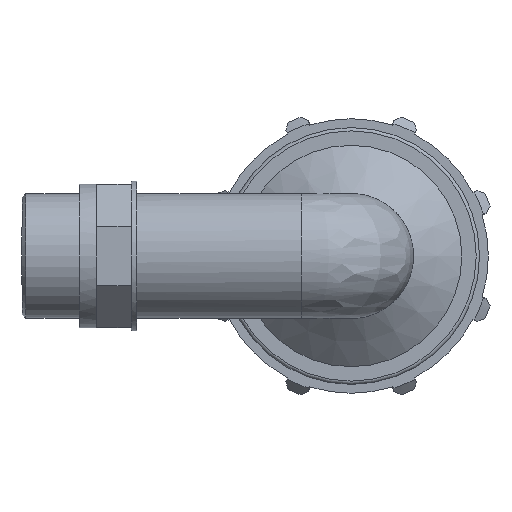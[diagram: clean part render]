
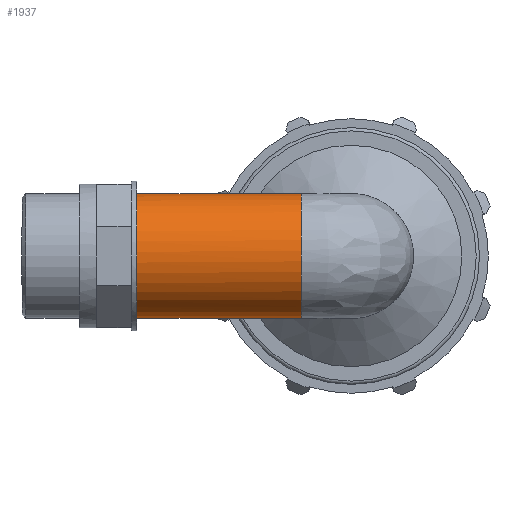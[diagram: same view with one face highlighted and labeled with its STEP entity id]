
A CAD part, left-side view. The second image highlights one B-rep face of the part: STEP entity #1937.
In plain terms, the highlighted cylindrical face has radius 23.901 mm (diameter 47.803 mm), a full revolution.
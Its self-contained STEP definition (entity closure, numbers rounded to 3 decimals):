
#62=B_SPLINE_CURVE_WITH_KNOTS('',3,(#3010,#3011,#3012,#3013,#3014,#3015,
#3016,#3017,#3018,#3019,#3020,#3021,#3022,#3023,#3024,#3025,#3026,#3027,
#3028,#3029,#3030,#3031),.UNSPECIFIED.,.F.,.F.,(4,2,2,2,2,2,2,2,2,2,4),
(9.294,9.422,9.933,10.367,10.584,
10.801,11.019,11.236,11.67,12.181,
12.309),.UNSPECIFIED.);
#64=FACE_BOUND('',#294,.T.);
#102=ELLIPSE('',#2087,33.802,23.902);
#103=ELLIPSE('',#2089,33.802,23.902);
#105=CYLINDRICAL_SURFACE('',#2093,23.902);
#167=FACE_OUTER_BOUND('',#293,.T.);
#293=EDGE_LOOP('',(#1396,#1397,#1398,#1399));
#294=EDGE_LOOP('',(#1400));
#734=CIRCLE('',#2094,23.902);
#735=CIRCLE('',#2095,23.902);
#846=VERTEX_POINT('',#2996);
#847=VERTEX_POINT('',#2997);
#848=VERTEX_POINT('',#2999);
#849=VERTEX_POINT('',#3001);
#852=VERTEX_POINT('',#3033);
#1066=EDGE_CURVE('',#848,#846,#102,.T.);
#1068=EDGE_CURVE('',#847,#849,#103,.T.);
#1071=EDGE_CURVE('',#846,#847,#62,.T.);
#1072=EDGE_CURVE('',#848,#849,#734,.T.);
#1073=EDGE_CURVE('',#852,#852,#735,.T.);
#1396=ORIENTED_EDGE('',*,*,#1071,.T.);
#1397=ORIENTED_EDGE('',*,*,#1068,.T.);
#1398=ORIENTED_EDGE('',*,*,#1072,.F.);
#1399=ORIENTED_EDGE('',*,*,#1066,.T.);
#1400=ORIENTED_EDGE('',*,*,#1073,.F.);
#1937=ADVANCED_FACE('',(#167,#64),#105,.T.);
#2087=AXIS2_PLACEMENT_3D('',#3000,#2418,#2419);
#2089=AXIS2_PLACEMENT_3D('',#3003,#2422,#2423);
#2093=AXIS2_PLACEMENT_3D('',#3009,#2430,#2431);
#2094=AXIS2_PLACEMENT_3D('',#3032,#2432,#2433);
#2095=AXIS2_PLACEMENT_3D('',#3034,#2434,#2435);
#2418=DIRECTION('center_axis',(-0.707,0.707,0.));
#2419=DIRECTION('ref_axis',(-0.707,-0.707,0.));
#2422=DIRECTION('center_axis',(-0.707,0.707,0.));
#2423=DIRECTION('ref_axis',(-0.707,-0.707,0.));
#2430=DIRECTION('center_axis',(0.,-1.,0.));
#2431=DIRECTION('ref_axis',(-1.,0.,0.));
#2432=DIRECTION('center_axis',(0.,-1.,0.));
#2433=DIRECTION('ref_axis',(-1.,0.,0.));
#2434=DIRECTION('center_axis',(0.,1.,0.));
#2435=DIRECTION('ref_axis',(-1.,0.,0.));
#2996=CARTESIAN_POINT('',(20.339,20.339,12.554));
#2997=CARTESIAN_POINT('',(20.339,20.339,-12.554));
#2999=CARTESIAN_POINT('',(19.121,19.121,14.341));
#3000=CARTESIAN_POINT('Origin',(0.,0.,
0.));
#3001=CARTESIAN_POINT('',(19.121,19.121,-14.341));
#3003=CARTESIAN_POINT('Origin',(0.,0.,
0.));
#3009=CARTESIAN_POINT('Origin',(0.,82.,0.));
#3010=CARTESIAN_POINT('Ctrl Pts',(20.339,20.339,12.554));
#3011=CARTESIAN_POINT('Ctrl Pts',(20.49,20.701,12.31));
#3012=CARTESIAN_POINT('Ctrl Pts',(20.641,21.059,12.055));
#3013=CARTESIAN_POINT('Ctrl Pts',(21.391,22.808,10.732));
#3014=CARTESIAN_POINT('Ctrl Pts',(21.971,24.083,9.509));
#3015=CARTESIAN_POINT('Ctrl Pts',(22.843,25.956,7.13));
#3016=CARTESIAN_POINT('Ctrl Pts',(23.228,26.76,5.817));
#3017=CARTESIAN_POINT('Ctrl Pts',(23.626,27.584,3.688));
#3018=CARTESIAN_POINT('Ctrl Pts',(23.73,27.797,2.951));
#3019=CARTESIAN_POINT('Ctrl Pts',(23.868,28.079,1.469));
#3020=CARTESIAN_POINT('Ctrl Pts',(23.902,28.147,0.724));
#3021=CARTESIAN_POINT('Ctrl Pts',(23.902,28.147,-0.724));
#3022=CARTESIAN_POINT('Ctrl Pts',(23.868,28.079,-1.469));
#3023=CARTESIAN_POINT('Ctrl Pts',(23.73,27.797,-2.951));
#3024=CARTESIAN_POINT('Ctrl Pts',(23.626,27.584,-3.688));
#3025=CARTESIAN_POINT('Ctrl Pts',(23.228,26.76,-5.817));
#3026=CARTESIAN_POINT('Ctrl Pts',(22.843,25.956,-7.13));
#3027=CARTESIAN_POINT('Ctrl Pts',(21.971,24.083,-9.509));
#3028=CARTESIAN_POINT('Ctrl Pts',(21.391,22.808,-10.732));
#3029=CARTESIAN_POINT('Ctrl Pts',(20.641,21.059,-12.055));
#3030=CARTESIAN_POINT('Ctrl Pts',(20.49,20.701,-12.31));
#3031=CARTESIAN_POINT('Ctrl Pts',(20.339,20.339,-12.554));
#3032=CARTESIAN_POINT('Origin',(0.,19.121,0.));
#3033=CARTESIAN_POINT('',(23.902,82.,0.));
#3034=CARTESIAN_POINT('Origin',(0.,82.,0.));
